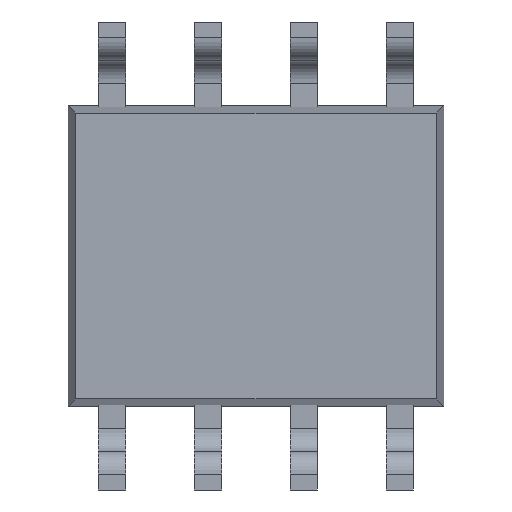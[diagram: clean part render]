
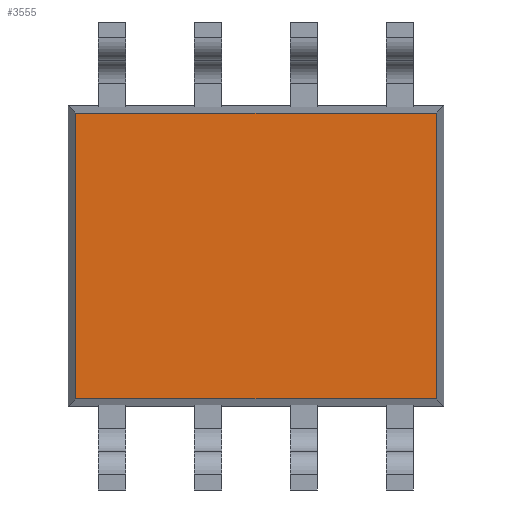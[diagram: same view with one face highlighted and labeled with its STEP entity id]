
A CAD part, front view. The second image highlights one B-rep face of the part: STEP entity #3555.
In plain terms, the highlighted planar face has unit normal (0, -1, 0).
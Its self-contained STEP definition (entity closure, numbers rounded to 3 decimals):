
#24 = EDGE_CURVE ( 'NONE', #1486, #242, #835, .T. ) ;
#108 = AXIS2_PLACEMENT_3D ( 'NONE', #1887, #2173, #454 ) ;
#217 = CARTESIAN_POINT ( 'NONE',  ( 0., 0., 0.1 ) ) ;
#242 = VERTEX_POINT ( 'NONE', #1997 ) ;
#433 = CARTESIAN_POINT ( 'NONE',  ( -4.878, 0., 3.887 ) ) ;
#454 = DIRECTION ( 'NONE',  ( -1., 0., 0. ) ) ;
#506 = VECTOR ( 'NONE', #3087, 1000. ) ;
#518 = VERTEX_POINT ( 'NONE', #3607 ) ;
#660 = EDGE_CURVE ( 'NONE', #3297, #1486, #1315, .T. ) ;
#753 = ORIENTED_EDGE ( 'NONE', *, *, #660, .T. ) ;
#815 = FACE_OUTER_BOUND ( 'NONE', #1109, .T. ) ;
#835 = LINE ( 'NONE', #1283, #934 ) ;
#934 = VECTOR ( 'NONE', #2339, 1000. ) ;
#1031 = ORIENTED_EDGE ( 'NONE', *, *, #3079, .T. ) ;
#1109 = EDGE_LOOP ( 'NONE', ( #2728, #753, #3475, #1031 ) ) ;
#1112 = CARTESIAN_POINT ( 'NONE',  ( -4.978, 0., 3.887 ) ) ;
#1142 = VECTOR ( 'NONE', #1677, 1000. ) ;
#1280 = LINE ( 'NONE', #217, #506 ) ;
#1283 = CARTESIAN_POINT ( 'NONE',  ( -4.878, 0., 3.987 ) ) ;
#1315 = LINE ( 'NONE', #1112, #2067 ) ;
#1486 = VERTEX_POINT ( 'NONE', #433 ) ;
#1677 = DIRECTION ( 'NONE',  ( 0., 0., 1. ) ) ;
#1887 = CARTESIAN_POINT ( 'NONE',  ( 0., 0., 3.987 ) ) ;
#1988 = LINE ( 'NONE', #2227, #1142 ) ;
#1997 = CARTESIAN_POINT ( 'NONE',  ( -4.878, 0., 0.1 ) ) ;
#2067 = VECTOR ( 'NONE', #3102, 1000. ) ;
#2173 = DIRECTION ( 'NONE',  ( 0., 1., 0. ) ) ;
#2227 = CARTESIAN_POINT ( 'NONE',  ( -0.1, 0., 3.987 ) ) ;
#2339 = DIRECTION ( 'NONE',  ( 0., 0., -1. ) ) ;
#2456 = EDGE_CURVE ( 'NONE', #518, #3297, #1988, .T. ) ;
#2616 = CARTESIAN_POINT ( 'NONE',  ( -0.1, 0., 3.887 ) ) ;
#2728 = ORIENTED_EDGE ( 'NONE', *, *, #2456, .T. ) ;
#3079 = EDGE_CURVE ( 'NONE', #242, #518, #1280, .T. ) ;
#3087 = DIRECTION ( 'NONE',  ( 1., 0., 0. ) ) ;
#3102 = DIRECTION ( 'NONE',  ( -1., 0., 0. ) ) ;
#3297 = VERTEX_POINT ( 'NONE', #2616 ) ;
#3475 = ORIENTED_EDGE ( 'NONE', *, *, #24, .T. ) ;
#3555 = ADVANCED_FACE ( 'NONE', ( #815 ), #3616, .F. ) ;
#3607 = CARTESIAN_POINT ( 'NONE',  ( -0.1, 0., 0.1 ) ) ;
#3616 = PLANE ( 'NONE',  #108 ) ;
